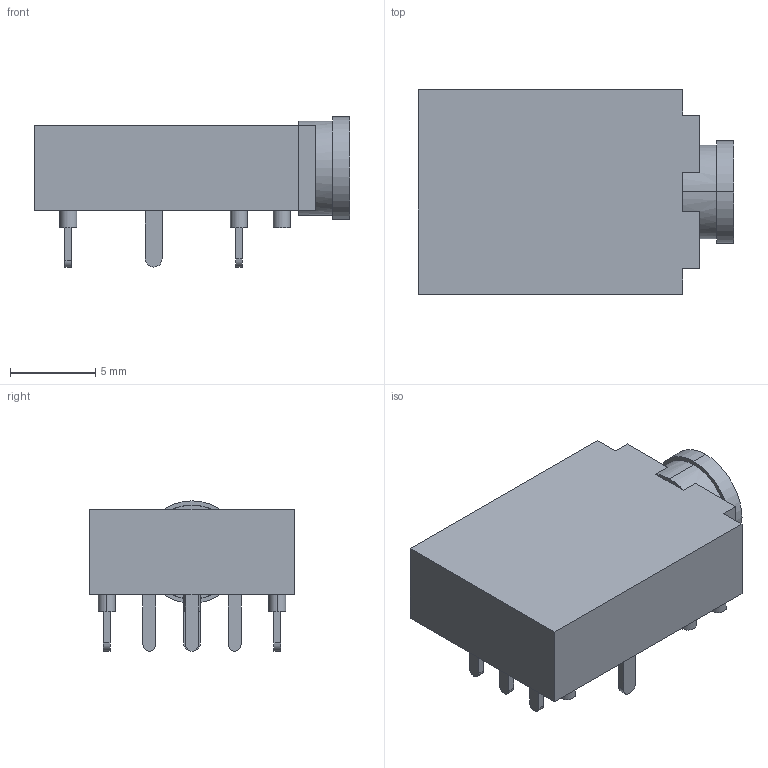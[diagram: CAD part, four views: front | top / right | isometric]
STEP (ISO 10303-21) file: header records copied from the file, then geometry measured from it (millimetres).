
FILE_DESCRIPTION (( 'STEP AP214' ), '1' );
FILE_NAME ('CUI_DEVICES_SJ-3566AN.step', '2020-08-20T08:13:55', ( '' ), ( '' ), 'SwSTEP 2.0', 'SolidWorks 2020', '' );
FILE_SCHEMA (( 'AUTOMOTIVE_DESIGN' ));
Length unit declared in the file: inch
Products named in the file (1): CUI_DEVICES_SJ-3566AN
Bounding box: 18.5 x 12 x 8.8 mm (x, y, z)
Volume: 1019.7 mm3; surface area: 879.6 mm2
Topology: 3 solids, 3 shells, 86 faces, 198 edges, 132 vertices
Faces by surface type: plane 58, cylinder 28
Entity records: 3063 total; most frequent: DIRECTION 432, CARTESIAN_POINT 417, ORIENTED_EDGE 396, EDGE_CURVE 198, AXIS2_PLACEMENT_3D 147, VECTOR 138, LINE 138, VERTEX_POINT 132
